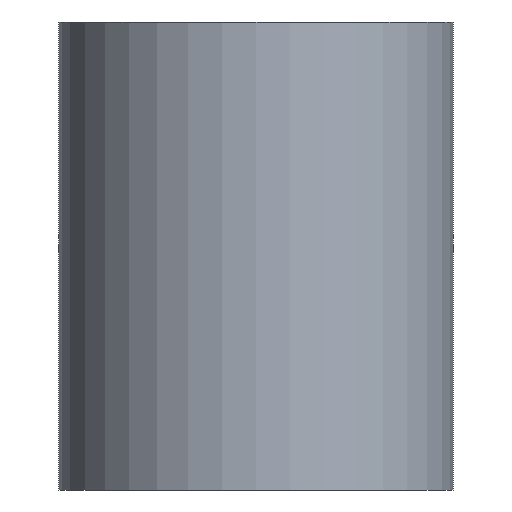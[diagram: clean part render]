
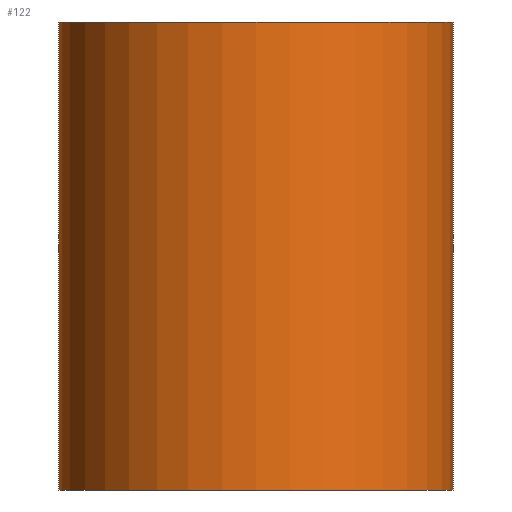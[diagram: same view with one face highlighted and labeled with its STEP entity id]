
A CAD part, front view. The second image highlights one B-rep face of the part: STEP entity #122.
In plain terms, the highlighted cylindrical face has radius 13.5 mm (diameter 27 mm), a partial arc.
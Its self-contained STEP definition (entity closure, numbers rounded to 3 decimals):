
#5 = VERTEX_POINT ( 'NONE', #206 ) ;
#32 = ORIENTED_EDGE ( 'NONE', *, *, #1041, .F. ) ;
#35 = CARTESIAN_POINT ( 'NONE',  ( -13.5, 0., -16. ) ) ;
#56 = AXIS2_PLACEMENT_3D ( 'NONE', #1190, #432, #799 ) ;
#98 = VECTOR ( 'NONE', #711, 1000. ) ;
#122 = ADVANCED_FACE ( 'NONE', ( #617 ), #1005, .T. ) ;
#124 = CARTESIAN_POINT ( 'NONE',  ( 0., 0., 16. ) ) ;
#168 = CARTESIAN_POINT ( 'NONE',  ( -13.5, 0., 16. ) ) ;
#206 = CARTESIAN_POINT ( 'NONE',  ( -13.5, 0., 16. ) ) ;
#225 = LINE ( 'NONE', #1199, #98 ) ;
#264 = CIRCLE ( 'NONE', #428, 13.5 ) ;
#296 = DIRECTION ( 'NONE',  ( 0., 0., 1. ) ) ;
#353 = ORIENTED_EDGE ( 'NONE', *, *, #621, .T. ) ;
#365 = VECTOR ( 'NONE', #1155, 1000. ) ;
#390 = DIRECTION ( 'NONE',  ( 1., 0., 0. ) ) ;
#428 = AXIS2_PLACEMENT_3D ( 'NONE', #506, #296, #390 ) ;
#432 = DIRECTION ( 'NONE',  ( 0., 0., 1. ) ) ;
#454 = LINE ( 'NONE', #168, #365 ) ;
#506 = CARTESIAN_POINT ( 'NONE',  ( 0., 0., -16. ) ) ;
#522 = DIRECTION ( 'NONE',  ( 0., 0., -1. ) ) ;
#531 = AXIS2_PLACEMENT_3D ( 'NONE', #124, #522, #910 ) ;
#572 = CIRCLE ( 'NONE', #56, 13.5 ) ;
#584 = ORIENTED_EDGE ( 'NONE', *, *, #884, .F. ) ;
#617 = FACE_OUTER_BOUND ( 'NONE', #705, .T. ) ;
#621 = EDGE_CURVE ( 'NONE', #5, #1148, #454, .T. ) ;
#624 = VERTEX_POINT ( 'NONE', #1136 ) ;
#633 = CARTESIAN_POINT ( 'NONE',  ( 13.5, 0., -16. ) ) ;
#643 = ORIENTED_EDGE ( 'NONE', *, *, #971, .T. ) ;
#705 = EDGE_LOOP ( 'NONE', ( #32, #584, #353, #643 ) ) ;
#711 = DIRECTION ( 'NONE',  ( 0., 0., -1. ) ) ;
#799 = DIRECTION ( 'NONE',  ( 1., 0., 0. ) ) ;
#884 = EDGE_CURVE ( 'NONE', #5, #624, #572, .T. ) ;
#910 = DIRECTION ( 'NONE',  ( -1., 0., 0. ) ) ;
#971 = EDGE_CURVE ( 'NONE', #1148, #1166, #264, .T. ) ;
#1005 = CYLINDRICAL_SURFACE ( 'NONE', #531, 13.5 ) ;
#1041 = EDGE_CURVE ( 'NONE', #624, #1166, #225, .T. ) ;
#1136 = CARTESIAN_POINT ( 'NONE',  ( 13.5, 0., 16. ) ) ;
#1148 = VERTEX_POINT ( 'NONE', #35 ) ;
#1155 = DIRECTION ( 'NONE',  ( 0., 0., -1. ) ) ;
#1166 = VERTEX_POINT ( 'NONE', #633 ) ;
#1190 = CARTESIAN_POINT ( 'NONE',  ( 0., 0., 16. ) ) ;
#1199 = CARTESIAN_POINT ( 'NONE',  ( 13.5, 0., 16. ) ) ;
